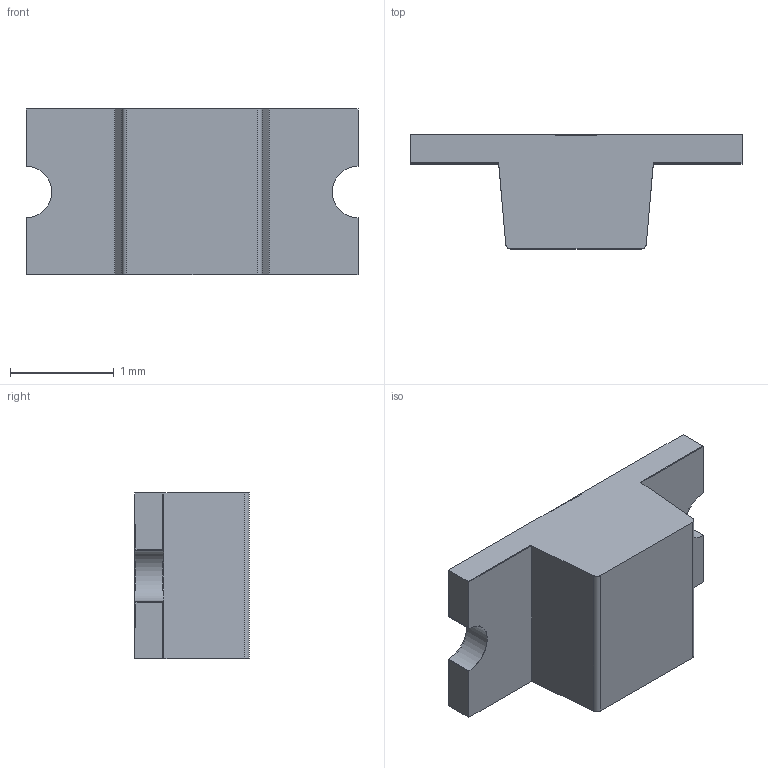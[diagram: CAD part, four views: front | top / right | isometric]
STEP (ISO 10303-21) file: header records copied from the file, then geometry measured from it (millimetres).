
FILE_DESCRIPTION (( 'STEP AP214' ), '1' );
FILE_NAME ('LTST-C230KRKT.STEP', '2023-06-05T08:50:46', ( '' ), ( '' ), 'SwSTEP 2.0', 'SolidWorks 2017', '' );
FILE_SCHEMA (( 'AUTOMOTIVE_DESIGN' ));
Length unit declared in the file: millimetre
Products named in the file (2): LTST-C230KRKT
Assembly tree (1 placements, depth 2):
  LTST-C230KRKT
    LTST-C230KRKT
Bounding box: 3.2 x 1.1 x 1.6 mm (x, y, z)
Volume: 3.2 mm3; surface area: 26.9 mm2
Topology: 4 solids, 4 shells, 72 faces, 192 edges, 128 vertices
Faces by surface type: plane 64, cylinder 8
Entity records: 2305 total; most frequent: CARTESIAN_POINT 396, ORIENTED_EDGE 384, DIRECTION 360, EDGE_CURVE 192, LINE 176, VECTOR 176, VERTEX_POINT 128, AXIS2_PLACEMENT_3D 92
